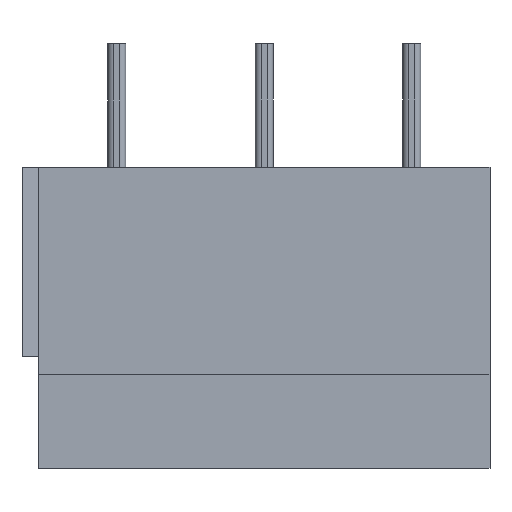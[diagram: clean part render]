
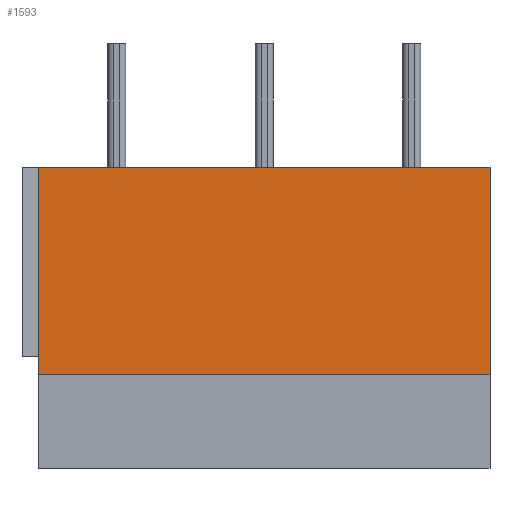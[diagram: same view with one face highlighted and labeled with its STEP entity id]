
A CAD part, front view. The second image highlights one B-rep face of the part: STEP entity #1593.
In plain terms, the highlighted planar face has unit normal (0, -1, 0).
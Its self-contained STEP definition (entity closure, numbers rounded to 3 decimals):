
#101 = VECTOR ( 'NONE', #755, 1000. ) ;
#130 = AXIS2_PLACEMENT_3D ( 'NONE', #3116, #4221, #967 ) ;
#228 = PLANE ( 'NONE',  #130 ) ;
#364 = ORIENTED_EDGE ( 'NONE', *, *, #2817, .T. ) ;
#447 = EDGE_CURVE ( 'NONE', #2377, #2415, #620, .T. ) ;
#557 = CARTESIAN_POINT ( 'NONE',  ( 7.5, -1.6, 5. ) ) ;
#591 = FACE_OUTER_BOUND ( 'NONE', #1427, .T. ) ;
#614 = ORIENTED_EDGE ( 'NONE', *, *, #2964, .T. ) ;
#620 = LINE ( 'NONE', #2067, #2989 ) ;
#755 = DIRECTION ( 'NONE',  ( 0., 0., -1. ) ) ;
#776 = VECTOR ( 'NONE', #1184, 1000. ) ;
#793 = VERTEX_POINT ( 'NONE', #2057 ) ;
#913 = DIRECTION ( 'NONE',  ( -1., 0., 0. ) ) ;
#967 = DIRECTION ( 'NONE',  ( 0., 0., 1. ) ) ;
#1038 = LINE ( 'NONE', #2546, #101 ) ;
#1184 = DIRECTION ( 'NONE',  ( 0., 0., 1. ) ) ;
#1427 = EDGE_LOOP ( 'NONE', ( #614, #364, #3628, #2591 ) ) ;
#1593 = ADVANCED_FACE ( 'NONE', ( #591 ), #228, .F. ) ;
#1943 = VECTOR ( 'NONE', #913, 1000. ) ;
#1945 = CARTESIAN_POINT ( 'NONE',  ( 7.5, -1.6, -1.9 ) ) ;
#2057 = CARTESIAN_POINT ( 'NONE',  ( 7.5, -1.6, 5. ) ) ;
#2067 = CARTESIAN_POINT ( 'NONE',  ( 7.5, -1.6, -1.9 ) ) ;
#2074 = EDGE_CURVE ( 'NONE', #3413, #2377, #1038, .T. ) ;
#2366 = LINE ( 'NONE', #557, #1943 ) ;
#2377 = VERTEX_POINT ( 'NONE', #2399 ) ;
#2399 = CARTESIAN_POINT ( 'NONE',  ( -7.5, -1.6, -1.9 ) ) ;
#2415 = VERTEX_POINT ( 'NONE', #1945 ) ;
#2546 = CARTESIAN_POINT ( 'NONE',  ( -7.5, -1.6, 5. ) ) ;
#2562 = CARTESIAN_POINT ( 'NONE',  ( 7.5, -1.6, 5. ) ) ;
#2591 = ORIENTED_EDGE ( 'NONE', *, *, #447, .T. ) ;
#2641 = LINE ( 'NONE', #2562, #776 ) ;
#2817 = EDGE_CURVE ( 'NONE', #793, #3413, #2366, .T. ) ;
#2964 = EDGE_CURVE ( 'NONE', #2415, #793, #2641, .T. ) ;
#2989 = VECTOR ( 'NONE', #4294, 1000. ) ;
#3023 = CARTESIAN_POINT ( 'NONE',  ( -7.5, -1.6, 5. ) ) ;
#3116 = CARTESIAN_POINT ( 'NONE',  ( 0., -1.6, 0. ) ) ;
#3413 = VERTEX_POINT ( 'NONE', #3023 ) ;
#3628 = ORIENTED_EDGE ( 'NONE', *, *, #2074, .T. ) ;
#4221 = DIRECTION ( 'NONE',  ( 0., 1., 0. ) ) ;
#4294 = DIRECTION ( 'NONE',  ( 1., 0., 0. ) ) ;
